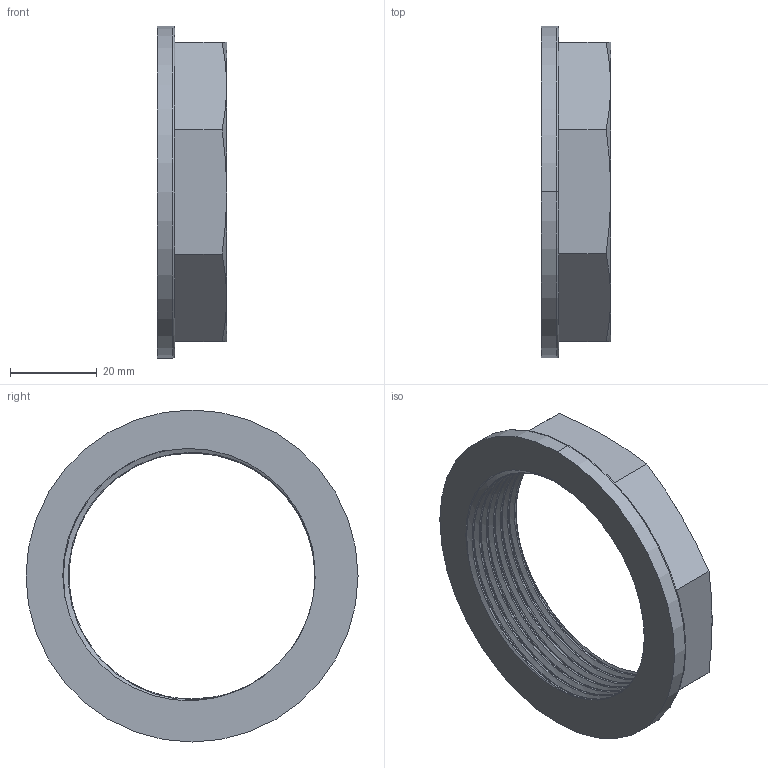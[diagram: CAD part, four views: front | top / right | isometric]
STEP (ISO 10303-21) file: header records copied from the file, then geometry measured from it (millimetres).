
FILE_DESCRIPTION (( 'STEP AP203' ), '1' );
FILE_NAME ('00190_1515.STEP', '2017-05-15T14:00:46', ( '' ), ( '' ), 'SwSTEP 2.0', 'SolidWorks 2011', '' );
FILE_SCHEMA (( 'CONFIG_CONTROL_DESIGN' ));
Length unit declared in the file: millimetre
Products named in the file (1): 00190_1515
Bounding box: 16 x 76.5 x 76.5 mm (x, y, z)
Volume: 23167.3 mm3; surface area: 12477 mm2
Topology: 1 solids, 1 shells, 43 faces, 110 edges, 70 vertices
Faces by surface type: cylinder 17, plane 11, cone 8, bspline 5, torus 2
Entity records: 5508 total; most frequent: CARTESIAN_POINT 4543, ORIENTED_EDGE 220, DIRECTION 146, EDGE_CURVE 110, VERTEX_POINT 70, AXIS2_PLACEMENT_3D 57, EDGE_LOOP 46, ADVANCED_FACE 43
